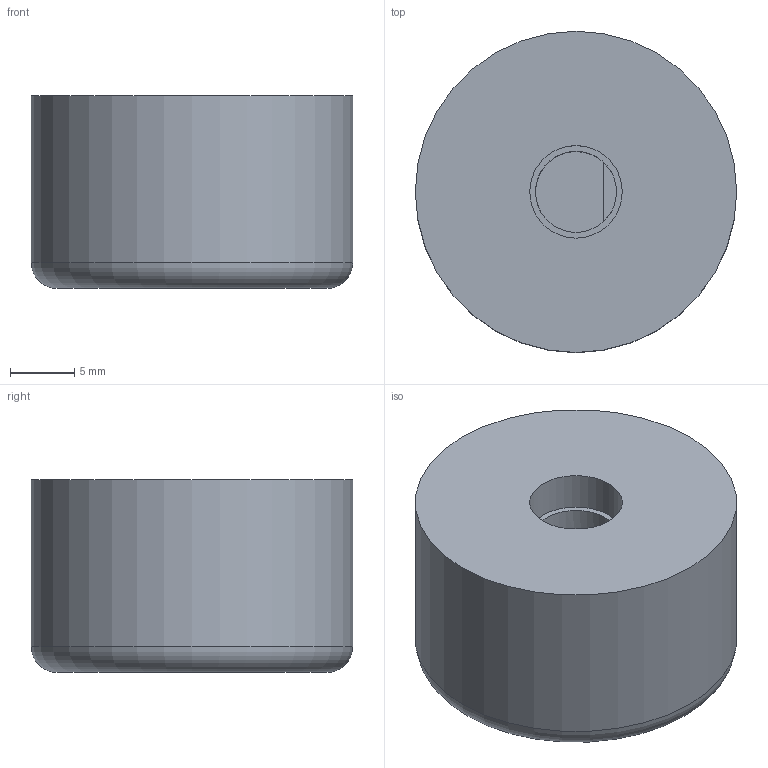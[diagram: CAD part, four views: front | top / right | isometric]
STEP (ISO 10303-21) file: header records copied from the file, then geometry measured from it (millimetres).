
FILE_DESCRIPTION(/* description */ ('Alibre Inc.'),/* implementation_level */ '2;1');
FILE_NAME(/* name */ 'export-011DE8FF-FD25-4022-B762-8EB113E12B01',/* time_stamp */ '2025-02-02T09:33:44+01:00',/* author */ (''),/* organization */ (''),/* preprocessor_version */ 'ST-DEVELOPER v17',/* originating_system */ 'Alibre',/* authorisation */ '');
FILE_SCHEMA (('AUTOMOTIVE_DESIGN'));
Length unit declared in the file: millimetre
Bounding box: 25 x 25 x 15 mm (x, y, z)
Volume: 6941.6 mm3; surface area: 2321.7 mm2
Topology: 1 solids, 1 shells, 14 faces, 23 edges, 15 vertices
Faces by surface type: plane 8, cylinder 5, torus 1
Full cylindrical faces by diameter (mm): 6.3 x1, 7.2 x1, 12 x1, 14 x1, 25 x1
Entity records: 294 total; most frequent: DIRECTION 46, CARTESIAN_POINT 43, ORIENTED_EDGE 32, AXIS2_PLACEMENT_3D 25, EDGE_LOOP 24, FACE_BOUND 24, EDGE_CURVE 16, VERTEX_POINT 14
